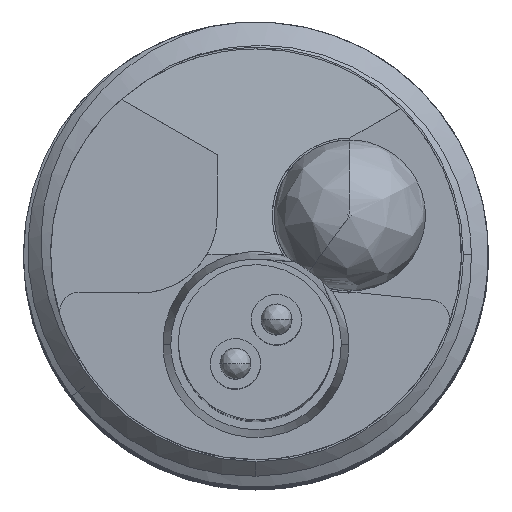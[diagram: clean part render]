
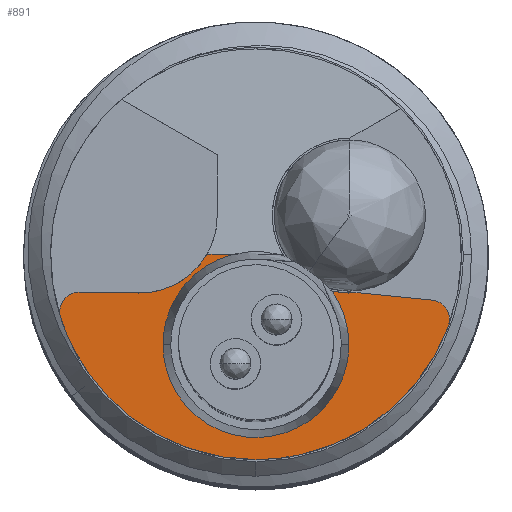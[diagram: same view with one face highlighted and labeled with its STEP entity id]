
A CAD part, top view. The second image highlights one B-rep face of the part: STEP entity #891.
In plain terms, the highlighted free-form (B-spline) face has degree [1, 1] with [2, 2] control points.
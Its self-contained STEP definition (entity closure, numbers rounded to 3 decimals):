
#131=CARTESIAN_POINT('',(0.,-5.3,48.77));
#132=VERTEX_POINT('',#131);
#138=CARTESIAN_POINT('',(-5.042,-1.633,48.77));
#139=VERTEX_POINT('',#138);
#140=CARTESIAN_POINT('',(0.,-5.3,48.77));
#141=CARTESIAN_POINT('',(-3.855,-5.3,48.77));
#142=CARTESIAN_POINT('',(-5.042,-1.633,48.77));
#143=(BOUNDED_CURVE()B_SPLINE_CURVE(2,(#140,#141,#142),.CIRCULAR_ARC.,.F.,.U.)B_SPLINE_CURVE_WITH_KNOTS((3,3),(0.,1.),.UNSPECIFIED.)CURVE()GEOMETRIC_REPRESENTATION_ITEM()RATIONAL_B_SPLINE_CURVE((1.,0.809,1.))REPRESENTATION_ITEM(''));
#144=EDGE_CURVE('',#132,#139,#143,.T.);
#176=CARTESIAN_POINT('',(-4.566,-0.979,48.77));
#177=VERTEX_POINT('',#176);
#178=CARTESIAN_POINT('',(-5.042,-1.633,48.77));
#179=CARTESIAN_POINT('',(-5.121,-1.391,48.77));
#180=CARTESIAN_POINT('',(-4.971,-1.185,48.77));
#181=CARTESIAN_POINT('',(-4.821,-0.979,48.77));
#182=CARTESIAN_POINT('',(-4.566,-0.979,48.77));
#183=(BOUNDED_CURVE()B_SPLINE_CURVE(2,(#178,#179,#180,#181,#182),.CIRCULAR_ARC.,.F.,.U.)B_SPLINE_CURVE_WITH_KNOTS((3,2,3),(0.,0.5,1.),.UNSPECIFIED.)CURVE()GEOMETRIC_REPRESENTATION_ITEM()RATIONAL_B_SPLINE_CURVE((1.,0.891,1.,0.891,1.))REPRESENTATION_ITEM(''));
#184=EDGE_CURVE('',#139,#177,#183,.T.);
#199=CARTESIAN_POINT('',(-3.289,-0.979,48.77));
#200=VERTEX_POINT('',#199);
#201=CARTESIAN_POINT('',(-4.566,-0.979,48.77));
#202=CARTESIAN_POINT('',(-3.289,-0.979,48.77));
#203=B_SPLINE_CURVE_WITH_KNOTS('',1,(#201,#202),.POLYLINE_FORM.,.F.,.U.,(2,2),(0.,1.),.UNSPECIFIED.);
#204=EDGE_CURVE('',#177,#200,#203,.T.);
#317=CARTESIAN_POINT('',(-1.268,0.,48.77));
#318=VERTEX_POINT('',#317);
#326=CARTESIAN_POINT('',(-0.575,0.,48.77));
#327=VERTEX_POINT('',#326);
#328=CARTESIAN_POINT('',(-1.268,0.,48.77));
#329=CARTESIAN_POINT('',(-0.575,0.,48.77));
#330=B_SPLINE_CURVE_WITH_KNOTS('',1,(#328,#329),.POLYLINE_FORM.,.F.,.U.,(2,2),(0.,1.),.UNSPECIFIED.);
#331=EDGE_CURVE('',#318,#327,#330,.T.);
#371=CARTESIAN_POINT('',(1.961,-0.947,48.77));
#372=VERTEX_POINT('',#371);
#423=CARTESIAN_POINT('',(-2.4,-2.33,48.77));
#424=VERTEX_POINT('',#423);
#425=CARTESIAN_POINT('',(-0.575,0.,48.77));
#426=CARTESIAN_POINT('',(-2.4,-0.451,48.77));
#427=CARTESIAN_POINT('',(-2.4,-2.33,48.77));
#428=(BOUNDED_CURVE()B_SPLINE_CURVE(2,(#425,#426,#427),.CIRCULAR_ARC.,.F.,.U.)B_SPLINE_CURVE_WITH_KNOTS((3,3),(0.,1.),.UNSPECIFIED.)CURVE()GEOMETRIC_REPRESENTATION_ITEM()RATIONAL_B_SPLINE_CURVE((1.,0.787,1.))REPRESENTATION_ITEM(''));
#429=EDGE_CURVE('',#327,#424,#428,.T.);
#448=CARTESIAN_POINT('',(2.4,-2.33,48.77));
#449=VERTEX_POINT('',#448);
#455=CARTESIAN_POINT('',(2.4,-2.33,48.77));
#456=CARTESIAN_POINT('',(2.4,-1.569,48.77));
#457=CARTESIAN_POINT('',(1.961,-0.947,48.77));
#458=(BOUNDED_CURVE()B_SPLINE_CURVE(2,(#455,#456,#457),.CIRCULAR_ARC.,.F.,.U.)B_SPLINE_CURVE_WITH_KNOTS((3,3),(0.,1.),.UNSPECIFIED.)CURVE()GEOMETRIC_REPRESENTATION_ITEM()RATIONAL_B_SPLINE_CURVE((1.,0.953,1.))REPRESENTATION_ITEM(''));
#459=EDGE_CURVE('',#449,#372,#458,.T.);
#785=CARTESIAN_POINT('',(4.964,-1.856,48.77));
#786=VERTEX_POINT('',#785);
#787=CARTESIAN_POINT('',(4.964,-1.856,48.77));
#788=CARTESIAN_POINT('',(3.677,-5.3,48.77));
#789=CARTESIAN_POINT('',(0.,-5.3,48.77));
#790=(BOUNDED_CURVE()B_SPLINE_CURVE(2,(#787,#788,#789),.CIRCULAR_ARC.,.F.,.U.)B_SPLINE_CURVE_WITH_KNOTS((3,3),(0.,1.),.UNSPECIFIED.)CURVE()GEOMETRIC_REPRESENTATION_ITEM()RATIONAL_B_SPLINE_CURVE((1.,0.822,1.))REPRESENTATION_ITEM(''));
#791=EDGE_CURVE('',#786,#132,#790,.T.);
#831=CARTESIAN_POINT('',(4.545,-1.184,48.77));
#832=VERTEX_POINT('',#831);
#838=CARTESIAN_POINT('',(4.545,-1.184,48.77));
#839=CARTESIAN_POINT('',(4.79,-1.208,48.77));
#840=CARTESIAN_POINT('',(4.92,-1.417,48.77));
#841=CARTESIAN_POINT('',(5.05,-1.626,48.77));
#842=CARTESIAN_POINT('',(4.964,-1.856,48.77));
#843=(BOUNDED_CURVE()B_SPLINE_CURVE(2,(#838,#839,#840,#841,#842),.CIRCULAR_ARC.,.F.,.U.)B_SPLINE_CURVE_WITH_KNOTS((3,2,3),(0.,0.5,1.),.UNSPECIFIED.)CURVE()GEOMETRIC_REPRESENTATION_ITEM()RATIONAL_B_SPLINE_CURVE((1.,0.897,1.,0.897,1.))REPRESENTATION_ITEM(''));
#844=EDGE_CURVE('',#832,#786,#843,.T.);
#849=CARTESIAN_POINT('',(-14.119,14.119,48.77));
#850=CARTESIAN_POINT('',(14.119,14.119,48.77));
#851=CARTESIAN_POINT('',(-14.119,-14.119,48.77));
#852=CARTESIAN_POINT('',(14.119,-14.119,48.77));
#853=B_SPLINE_SURFACE_WITH_KNOTS('',1,1,((#849,#850),(#851,#852)),.PLANE_SURF.,.F.,.F.,.U.,(2,2),(2,2),(0.,1.),(0.,1.),.UNSPECIFIED.);
#854=ORIENTED_EDGE('',*,*,#429,.F.);
#855=ORIENTED_EDGE('',*,*,#331,.F.);
#856=CARTESIAN_POINT('',(-1.268,0.,48.77));
#857=CARTESIAN_POINT('',(-1.947,-1.175,48.77));
#858=CARTESIAN_POINT('',(-3.289,-0.979,48.77));
#859=(BOUNDED_CURVE()B_SPLINE_CURVE(2,(#856,#857,#858),.CIRCULAR_ARC.,.F.,.U.)B_SPLINE_CURVE_WITH_KNOTS((3,3),(0.,1.),.UNSPECIFIED.)CURVE()GEOMETRIC_REPRESENTATION_ITEM()RATIONAL_B_SPLINE_CURVE((1.,0.827,1.))REPRESENTATION_ITEM(''));
#860=EDGE_CURVE('',#318,#200,#859,.T.);
#861=ORIENTED_EDGE('',*,*,#860,.T.);
#862=ORIENTED_EDGE('',*,*,#204,.F.);
#863=ORIENTED_EDGE('',*,*,#184,.F.);
#864=ORIENTED_EDGE('',*,*,#144,.F.);
#865=ORIENTED_EDGE('',*,*,#791,.F.);
#866=ORIENTED_EDGE('',*,*,#844,.F.);
#867=CARTESIAN_POINT('',(2.607,-0.991,48.77));
#868=VERTEX_POINT('',#867);
#869=CARTESIAN_POINT('',(4.545,-1.184,48.77));
#870=CARTESIAN_POINT('',(2.607,-0.991,48.77));
#871=B_SPLINE_CURVE_WITH_KNOTS('',1,(#869,#870),.POLYLINE_FORM.,.F.,.U.,(2,2),(0.,1.),.UNSPECIFIED.);
#872=EDGE_CURVE('',#832,#868,#871,.T.);
#873=ORIENTED_EDGE('',*,*,#872,.T.);
#874=CARTESIAN_POINT('',(2.607,-0.991,48.77));
#875=CARTESIAN_POINT('',(2.28,-1.022,48.77));
#876=CARTESIAN_POINT('',(1.961,-0.947,48.77));
#877=(BOUNDED_CURVE()B_SPLINE_CURVE(2,(#874,#875,#876),.CIRCULAR_ARC.,.F.,.U.)B_SPLINE_CURVE_WITH_KNOTS((3,3),(0.,1.),.UNSPECIFIED.)CURVE()GEOMETRIC_REPRESENTATION_ITEM()RATIONAL_B_SPLINE_CURVE((1.,0.987,1.))REPRESENTATION_ITEM(''));
#878=EDGE_CURVE('',#868,#372,#877,.T.);
#879=ORIENTED_EDGE('',*,*,#878,.T.);
#880=ORIENTED_EDGE('',*,*,#459,.F.);
#881=CARTESIAN_POINT('',(2.4,-2.33,48.77));
#882=CARTESIAN_POINT('',(2.4,-4.73,48.77));
#883=CARTESIAN_POINT('',(0.,-4.73,48.77));
#884=CARTESIAN_POINT('',(-2.4,-4.73,48.77));
#885=CARTESIAN_POINT('',(-2.4,-2.33,48.77));
#886=(BOUNDED_CURVE()B_SPLINE_CURVE(2,(#881,#882,#883,#884,#885),.CIRCULAR_ARC.,.F.,.U.)B_SPLINE_CURVE_WITH_KNOTS((3,2,3),(0.,0.5,1.),.UNSPECIFIED.)CURVE()GEOMETRIC_REPRESENTATION_ITEM()RATIONAL_B_SPLINE_CURVE((1.,0.707,1.,0.707,1.))REPRESENTATION_ITEM(''));
#887=EDGE_CURVE('',#449,#424,#886,.T.);
#888=ORIENTED_EDGE('',*,*,#887,.T.);
#889=EDGE_LOOP('',(#854,#855,#861,#862,#863,#864,#865,#866,#873,#879,#880,#888));
#890=FACE_OUTER_BOUND('',#889,.T.);
#891=ADVANCED_FACE('',(#890),#853,.T.);
